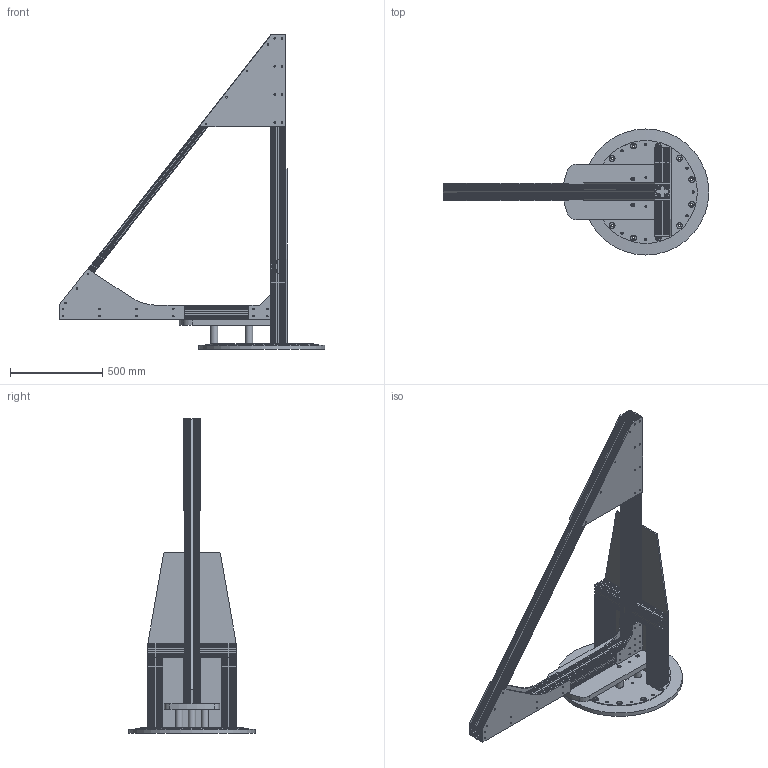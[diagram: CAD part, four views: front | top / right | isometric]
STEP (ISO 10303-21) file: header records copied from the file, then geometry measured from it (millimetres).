
FILE_DESCRIPTION(/* description */ (''),/* implementation_level */ '2;1');
FILE_NAME(/* name */ 'Idem Lourd.step',/* time_stamp */ '2025-01-27T14:08:43+01:00',/* author */ ('xavier morvan'),/* organization */ ('Unknown'),/* preprocessor_version */ 'ST-DEVELOPER v19.2',/* originating_system */ 'Autodesk Manufacturing Data Exchange Utility2024.0.0.919003',/* authorisation */ '');
FILE_SCHEMA (('AUTOMOTIVE_DESIGN { 1 0 10303 214 3 1 1 }'));
Length unit declared in the file: millimetre
Products named in the file (1): partANN::DOCUMENT
Bounding box: 1443.5 x 685 x 1710 mm (x, y, z)
Volume: 31708958.1 mm3; surface area: 9438388.3 mm2
Topology: 21 solids, 21 shells, 2511 faces, 7339 edges, 4900 vertices
Faces by surface type: plane 1841, cylinder 613, cone 55, bspline 2
Full cylindrical faces by diameter (mm): 6.8 x2, 8 x62, 8.5 x8, 10.2 x12, 10.5 x4, 12 x12, 17.5 x4, 30 x12, 40 x5, 115 x1, 560 x1, 685 x1
Entity records: 83546 total; most frequent: CARTESIAN_POINT 14780, ORIENTED_EDGE 14666, DIRECTION 13688, EDGE_CURVE 7333, LINE 6000, VECTOR 6000, VERTEX_POINT 4888, AXIS2_PLACEMENT_3D 3844
